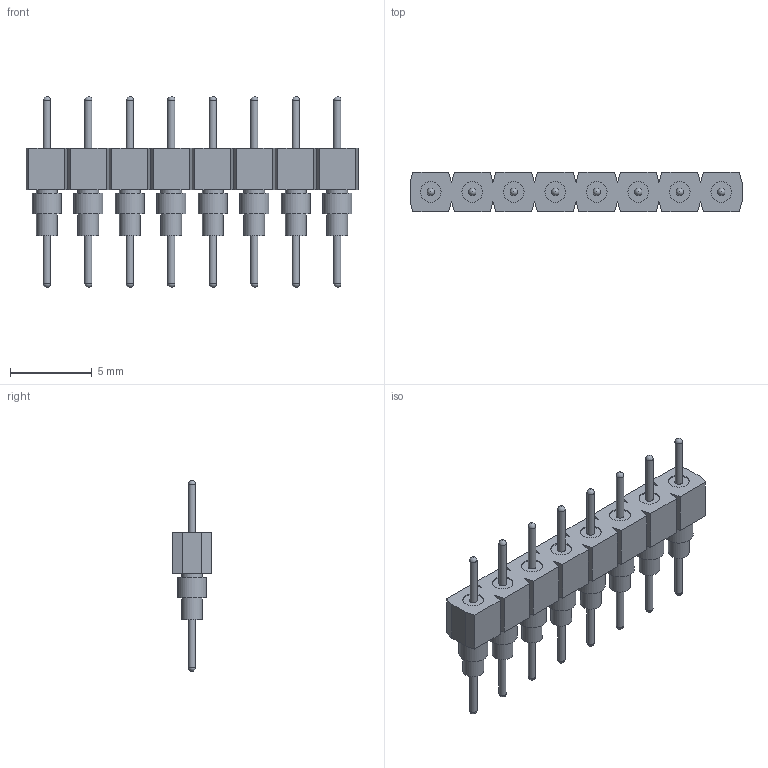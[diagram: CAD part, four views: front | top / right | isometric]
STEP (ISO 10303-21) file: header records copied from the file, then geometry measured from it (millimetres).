
FILE_DESCRIPTION(('FreeCAD Model'),'2;1');
FILE_NAME('Open CASCADE Shape Model','2025-01-12T11:57:41',(''),(''), 'Open CASCADE STEP processor 7.8','FreeCAD','Unknown');
FILE_SCHEMA(('AUTOMOTIVE_DESIGN { 1 0 10303 214 1 1 1 1 }'));
Length unit declared in the file: millimetre
Products named in the file (9): BBS-108-G-A_pins007; BBS-108-G-A_socket; BBS-108-G-A_pins; BBS-108-G-A_pins001; BBS-108-G-A_pins002; BBS-108-G-A_pins003; BBS-108-G-A_pins004; BBS-108-G-A_pins005; BBS-108-G-A_pins006
Bounding box: 20.32 x 2.44 x 11.68 mm (x, y, z)
Volume: 169.6 mm3; surface area: 600.2 mm2
Topology: 9 solids, 9 shells, 148 faces, 350 edges, 236 vertices
Faces by surface type: plane 84, cylinder 48, sphere 16
Full cylindrical faces by diameter (mm): 0.457 x16, 1.27 x24, 1.778 x8
Entity records: 4416 total; most frequent: CARTESIAN_POINT 847, DIRECTION 688, ORIENTED_EDGE 668, EDGE_CURVE 334, AXIS2_PLACEMENT_3D 269, VERTEX_POINT 236, FACE_BOUND 196, EDGE_LOOP 196
